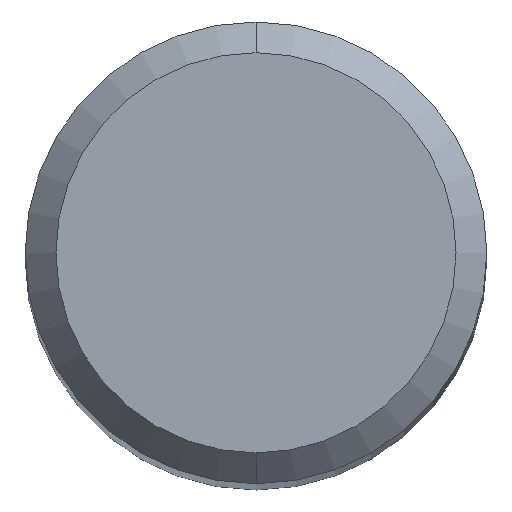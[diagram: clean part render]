
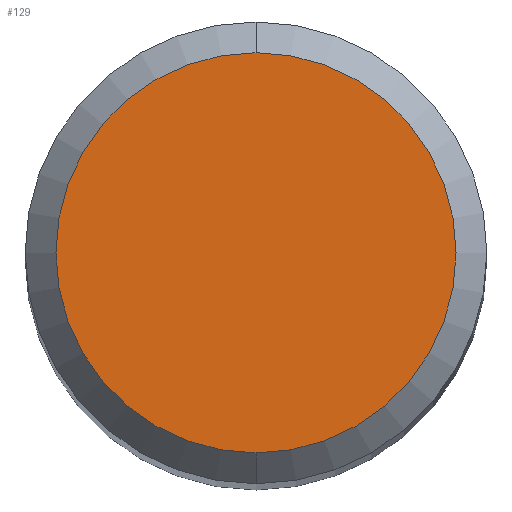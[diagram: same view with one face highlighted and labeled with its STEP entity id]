
A CAD part, top view. The second image highlights one B-rep face of the part: STEP entity #129.
In plain terms, the highlighted planar face has unit normal (0, 0, 1).
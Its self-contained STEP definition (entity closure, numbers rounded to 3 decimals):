
#103=EDGE_CURVE('',#107,#213,#254,.T.);
#107=VERTEX_POINT('',#258);
#129=ADVANCED_FACE('',(#282),#283,.T.);
#211=EDGE_CURVE('',#213,#107,#375,.T.);
#213=VERTEX_POINT('',#377);
#254=CIRCLE('',#416,2.6);
#258=CARTESIAN_POINT('',(0.,-2.6,0.0));
#282=FACE_OUTER_BOUND('',#450,.T.);
#283=PLANE('',#451);
#375=CIRCLE('',#574,2.6);
#377=CARTESIAN_POINT('',(0.0,2.6,0.0));
#416=AXIS2_PLACEMENT_3D('',#604,#605,#606);
#450=EDGE_LOOP('',(#641,#642));
#451=AXIS2_PLACEMENT_3D('',#643,#644,#645);
#574=AXIS2_PLACEMENT_3D('',#758,#759,#760);
#604=CARTESIAN_POINT('',(0.0,0.0,0.0));
#605=DIRECTION('',(0.0,0.0,-1.0));
#606=DIRECTION('',(0.0,1.0,0.0));
#641=ORIENTED_EDGE('',*,*,#211,.F.);
#642=ORIENTED_EDGE('',*,*,#103,.F.);
#643=CARTESIAN_POINT('',(0.0,1.3,0.0));
#644=DIRECTION('',(-0.0,0.0,1.0));
#645=DIRECTION('',(0.0,-1.0,0.0));
#758=CARTESIAN_POINT('',(0.0,0.0,0.0));
#759=DIRECTION('',(0.0,0.0,-1.0));
#760=DIRECTION('',(0.0,1.0,0.0));
